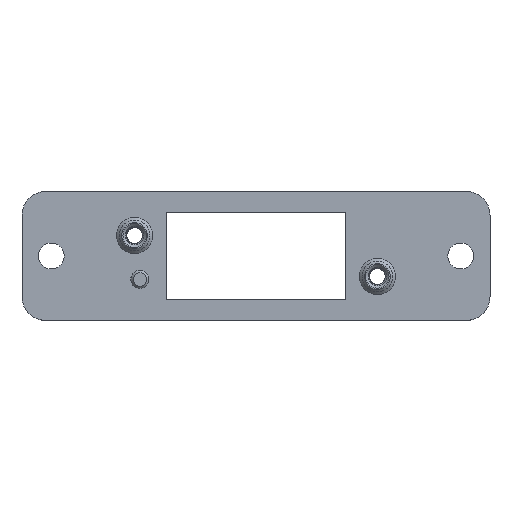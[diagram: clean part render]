
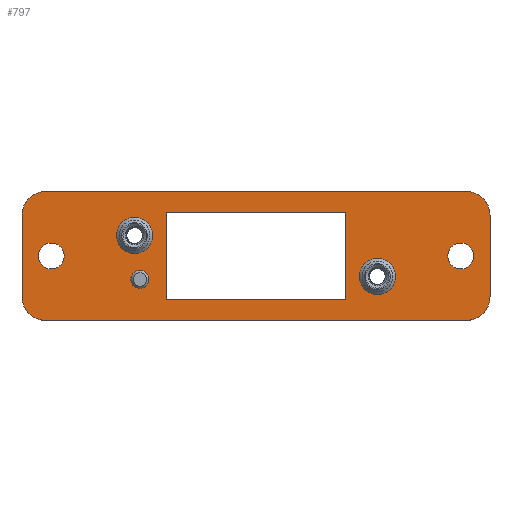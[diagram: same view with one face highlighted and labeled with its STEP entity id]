
A CAD part, top view. The second image highlights one B-rep face of the part: STEP entity #797.
In plain terms, the highlighted planar face has unit normal (0, 0, 1).
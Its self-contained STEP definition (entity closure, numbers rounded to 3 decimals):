
#567=PLANE('',#5608);
#696=FACE_BOUND('',#1371,.T.);
#697=FACE_BOUND('',#1372,.T.);
#698=FACE_BOUND('',#1373,.T.);
#699=FACE_BOUND('',#1374,.T.);
#700=FACE_BOUND('',#1375,.T.);
#701=FACE_BOUND('',#1376,.T.);
#702=FACE_BOUND('',#1377,.T.);
#797=ADVANCED_FACE('',(#696,#697,#698,#699,#700,#701,#702),#567,.F.);
#1371=EDGE_LOOP('',(#2684));
#1372=EDGE_LOOP('',(#2685));
#1373=EDGE_LOOP('',(#2686));
#1374=EDGE_LOOP('',(#2687,#2688,#2689,#2690));
#1375=EDGE_LOOP('',(#2691,#2692,#2693,#2694,#2695,#2696,#2697,#2698));
#1376=EDGE_LOOP('',(#2699));
#1377=EDGE_LOOP('',(#2700));
#1748=LINE('',#7699,#2072);
#1749=LINE('',#7702,#2073);
#1750=LINE('',#7704,#2074);
#1751=LINE('',#7706,#2075);
#1752=LINE('',#7707,#2076);
#1753=LINE('',#7712,#2077);
#1754=LINE('',#7716,#2078);
#1755=LINE('',#7720,#2079);
#2072=VECTOR('',#6189,1.);
#2073=VECTOR('',#6190,1.);
#2074=VECTOR('',#6191,1.);
#2075=VECTOR('',#6192,1.);
#2076=VECTOR('',#6193,1.);
#2077=VECTOR('',#6196,1.);
#2078=VECTOR('',#6199,1.);
#2079=VECTOR('',#6202,1.);
#2385=CIRCLE('',#5599,1.55);
#2386=CIRCLE('',#5600,3.1);
#2387=CIRCLE('',#5601,3.1);
#2388=CIRCLE('',#5602,4.);
#2389=CIRCLE('',#5603,4.);
#2390=CIRCLE('',#5604,4.);
#2391=CIRCLE('',#5605,4.);
#2392=CIRCLE('',#5606,2.2);
#2393=CIRCLE('',#5607,2.2);
#2684=ORIENTED_EDGE('',*,*,#4691,.T.);
#2685=ORIENTED_EDGE('',*,*,#4692,.T.);
#2686=ORIENTED_EDGE('',*,*,#4693,.T.);
#2687=ORIENTED_EDGE('',*,*,#4694,.F.);
#2688=ORIENTED_EDGE('',*,*,#4695,.F.);
#2689=ORIENTED_EDGE('',*,*,#4696,.F.);
#2690=ORIENTED_EDGE('',*,*,#4697,.F.);
#2691=ORIENTED_EDGE('',*,*,#4698,.F.);
#2692=ORIENTED_EDGE('',*,*,#4699,.T.);
#2693=ORIENTED_EDGE('',*,*,#4700,.F.);
#2694=ORIENTED_EDGE('',*,*,#4701,.T.);
#2695=ORIENTED_EDGE('',*,*,#4702,.F.);
#2696=ORIENTED_EDGE('',*,*,#4703,.T.);
#2697=ORIENTED_EDGE('',*,*,#4704,.F.);
#2698=ORIENTED_EDGE('',*,*,#4705,.T.);
#2699=ORIENTED_EDGE('',*,*,#4706,.T.);
#2700=ORIENTED_EDGE('',*,*,#4707,.F.);
#4178=VERTEX_POINT('',#7694);
#4179=VERTEX_POINT('',#7696);
#4180=VERTEX_POINT('',#7698);
#4181=VERTEX_POINT('',#7700);
#4182=VERTEX_POINT('',#7701);
#4183=VERTEX_POINT('',#7703);
#4184=VERTEX_POINT('',#7705);
#4185=VERTEX_POINT('',#7708);
#4186=VERTEX_POINT('',#7709);
#4187=VERTEX_POINT('',#7711);
#4188=VERTEX_POINT('',#7713);
#4189=VERTEX_POINT('',#7715);
#4190=VERTEX_POINT('',#7717);
#4191=VERTEX_POINT('',#7719);
#4192=VERTEX_POINT('',#7721);
#4193=VERTEX_POINT('',#7724);
#4194=VERTEX_POINT('',#7726);
#4691=EDGE_CURVE('',#4178,#4178,#2385,.T.);
#4692=EDGE_CURVE('',#4179,#4179,#2386,.T.);
#4693=EDGE_CURVE('',#4180,#4180,#2387,.T.);
#4694=EDGE_CURVE('',#4181,#4182,#1748,.T.);
#4695=EDGE_CURVE('',#4183,#4181,#1749,.T.);
#4696=EDGE_CURVE('',#4184,#4183,#1750,.T.);
#4697=EDGE_CURVE('',#4182,#4184,#1751,.T.);
#4698=EDGE_CURVE('',#4185,#4186,#1752,.T.);
#4699=EDGE_CURVE('',#4185,#4187,#2388,.T.);
#4700=EDGE_CURVE('',#4188,#4187,#1753,.T.);
#4701=EDGE_CURVE('',#4188,#4189,#2389,.T.);
#4702=EDGE_CURVE('',#4190,#4189,#1754,.T.);
#4703=EDGE_CURVE('',#4190,#4191,#2390,.T.);
#4704=EDGE_CURVE('',#4192,#4191,#1755,.T.);
#4705=EDGE_CURVE('',#4192,#4186,#2391,.T.);
#4706=EDGE_CURVE('',#4193,#4193,#2392,.T.);
#4707=EDGE_CURVE('',#4194,#4194,#2393,.T.);
#5599=AXIS2_PLACEMENT_3D('',#7693,#6183,#6184);
#5600=AXIS2_PLACEMENT_3D('',#7695,#6185,#6186);
#5601=AXIS2_PLACEMENT_3D('',#7697,#6187,#6188);
#5602=AXIS2_PLACEMENT_3D('',#7710,#6194,#6195);
#5603=AXIS2_PLACEMENT_3D('',#7714,#6197,#6198);
#5604=AXIS2_PLACEMENT_3D('',#7718,#6200,#6201);
#5605=AXIS2_PLACEMENT_3D('',#7722,#6203,#6204);
#5606=AXIS2_PLACEMENT_3D('',#7723,#6205,#6206);
#5607=AXIS2_PLACEMENT_3D('',#7725,#6207,#6208);
#5608=AXIS2_PLACEMENT_3D('',#7727,#6209,#6210);
#6183=DIRECTION('',(0.,0.,-1.));
#6184=DIRECTION('',(-1.,0.,0.));
#6185=DIRECTION('',(0.,0.,-1.));
#6186=DIRECTION('',(-1.,0.,0.));
#6187=DIRECTION('',(0.,0.,-1.));
#6188=DIRECTION('',(-1.,0.,0.));
#6189=DIRECTION('',(0.,-1.,0.));
#6190=DIRECTION('',(-1.,0.,0.));
#6191=DIRECTION('',(0.,1.,0.));
#6192=DIRECTION('',(1.,0.,0.));
#6193=DIRECTION('',(0.,1.,0.));
#6194=DIRECTION('',(0.,0.,1.));
#6195=DIRECTION('',(-1.,0.,0.));
#6196=DIRECTION('',(-1.,0.,0.));
#6197=DIRECTION('',(0.,0.,1.));
#6198=DIRECTION('',(-1.,0.,0.));
#6199=DIRECTION('',(0.,-1.,0.));
#6200=DIRECTION('',(0.,0.,1.));
#6201=DIRECTION('',(-1.,0.,0.));
#6202=DIRECTION('',(1.,0.,0.));
#6203=DIRECTION('',(0.,0.,1.));
#6204=DIRECTION('',(-1.,0.,0.));
#6205=DIRECTION('',(0.,0.,-1.));
#6206=DIRECTION('',(-1.,0.,0.));
#6207=DIRECTION('',(0.,0.,1.));
#6208=DIRECTION('',(-1.,0.,0.));
#6209=DIRECTION('',(0.,0.,-1.));
#6210=DIRECTION('',(-1.,0.,0.));
#7693=CARTESIAN_POINT('',(12.65,7.,4.));
#7694=CARTESIAN_POINT('',(11.1,7.,4.));
#7695=CARTESIAN_POINT('',(53.25,7.5,4.));
#7696=CARTESIAN_POINT('',(50.15,7.5,4.));
#7697=CARTESIAN_POINT('',(11.75,14.5,4.));
#7698=CARTESIAN_POINT('',(8.65,14.5,4.));
#7699=CARTESIAN_POINT('',(17.15,22.,4.));
#7700=CARTESIAN_POINT('',(17.15,18.5,4.));
#7701=CARTESIAN_POINT('',(17.15,3.5,4.));
#7702=CARTESIAN_POINT('',(0.,18.5,4.));
#7703=CARTESIAN_POINT('',(47.85,18.5,4.));
#7704=CARTESIAN_POINT('',(47.85,22.,4.));
#7705=CARTESIAN_POINT('',(47.85,3.5,4.));
#7706=CARTESIAN_POINT('',(0.,3.5,4.));
#7707=CARTESIAN_POINT('',(-7.5,0.,4.));
#7708=CARTESIAN_POINT('',(-7.5,4.,4.));
#7709=CARTESIAN_POINT('',(-7.5,18.,4.));
#7710=CARTESIAN_POINT('',(-3.5,4.,4.));
#7711=CARTESIAN_POINT('',(-3.5,0.,4.));
#7712=CARTESIAN_POINT('',(65.,0.,4.));
#7713=CARTESIAN_POINT('',(68.5,0.,4.));
#7714=CARTESIAN_POINT('',(68.5,4.,4.));
#7715=CARTESIAN_POINT('',(72.5,4.,4.));
#7716=CARTESIAN_POINT('',(72.5,22.,4.));
#7717=CARTESIAN_POINT('',(72.5,18.,4.));
#7718=CARTESIAN_POINT('',(68.5,18.,4.));
#7719=CARTESIAN_POINT('',(68.5,22.,4.));
#7720=CARTESIAN_POINT('',(0.,22.,4.));
#7721=CARTESIAN_POINT('',(-3.5,22.,4.));
#7722=CARTESIAN_POINT('',(-3.5,18.,4.));
#7723=CARTESIAN_POINT('',(67.5,11.,4.));
#7724=CARTESIAN_POINT('',(65.3,11.,4.));
#7725=CARTESIAN_POINT('',(-2.5,11.,4.));
#7726=CARTESIAN_POINT('',(-4.7,11.,4.));
#7727=CARTESIAN_POINT('',(0.,22.,4.));
